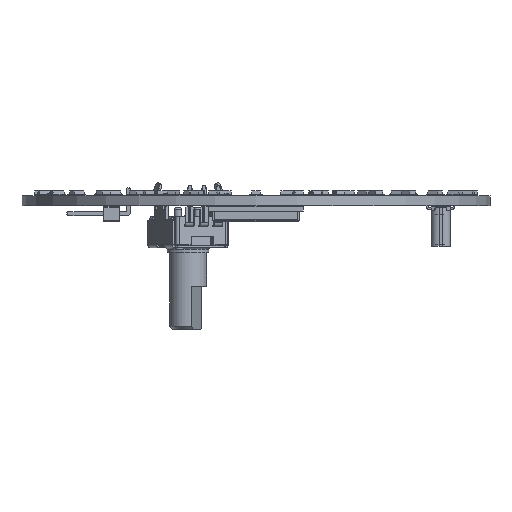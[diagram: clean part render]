
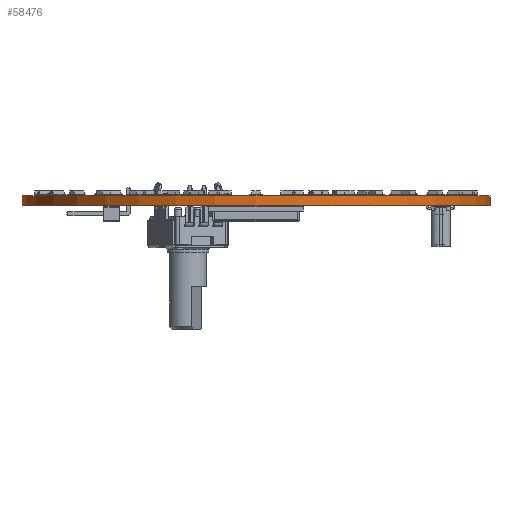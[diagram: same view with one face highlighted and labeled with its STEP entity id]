
A CAD part, left-side view. The second image highlights one B-rep face of the part: STEP entity #58476.
In plain terms, the highlighted cylindrical face has radius 38 mm (diameter 76 mm), a full revolution.
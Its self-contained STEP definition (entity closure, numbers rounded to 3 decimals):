
#58476 = ADVANCED_FACE('',(#58477),#58504,.T.);
#58477 = FACE_BOUND('',#58478,.F.);
#58478 = EDGE_LOOP('',(#58479,#58489,#58496,#58497));
#58479 = ORIENTED_EDGE('',*,*,#58480,.T.);
#58480 = EDGE_CURVE('',#58481,#58483,#58485,.T.);
#58481 = VERTEX_POINT('',#58482);
#58482 = CARTESIAN_POINT('',(38.,0.,0.));
#58483 = VERTEX_POINT('',#58484);
#58484 = CARTESIAN_POINT('',(38.,0.,1.6));
#58485 = LINE('',#58486,#58487);
#58486 = CARTESIAN_POINT('',(38.,0.,0.));
#58487 = VECTOR('',#58488,1.);
#58488 = DIRECTION('',(0.,0.,1.));
#58489 = ORIENTED_EDGE('',*,*,#58490,.T.);
#58490 = EDGE_CURVE('',#58483,#58483,#58491,.T.);
#58491 = CIRCLE('',#58492,38.);
#58492 = AXIS2_PLACEMENT_3D('',#58493,#58494,#58495);
#58493 = CARTESIAN_POINT('',(0.,0.,1.6));
#58494 = DIRECTION('',(0.,0.,1.));
#58495 = DIRECTION('',(1.,0.,-0.));
#58496 = ORIENTED_EDGE('',*,*,#58480,.F.);
#58497 = ORIENTED_EDGE('',*,*,#58498,.F.);
#58498 = EDGE_CURVE('',#58481,#58481,#58499,.T.);
#58499 = CIRCLE('',#58500,38.);
#58500 = AXIS2_PLACEMENT_3D('',#58501,#58502,#58503);
#58501 = CARTESIAN_POINT('',(0.,-0.,0.));
#58502 = DIRECTION('',(0.,0.,1.));
#58503 = DIRECTION('',(1.,0.,-0.));
#58504 = CYLINDRICAL_SURFACE('',#58505,38.);
#58505 = AXIS2_PLACEMENT_3D('',#58506,#58507,#58508);
#58506 = CARTESIAN_POINT('',(0.,-0.,0.));
#58507 = DIRECTION('',(-0.,-0.,-1.));
#58508 = DIRECTION('',(1.,0.,-0.));
